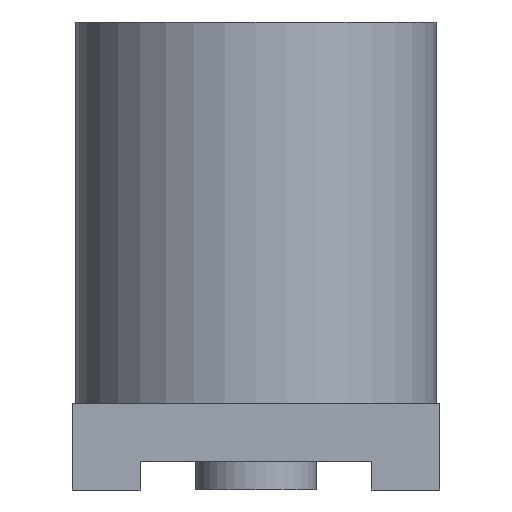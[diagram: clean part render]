
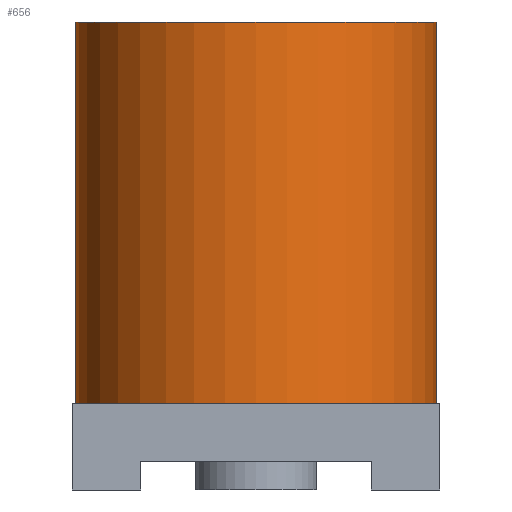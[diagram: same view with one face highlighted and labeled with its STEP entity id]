
A CAD part, front view. The second image highlights one B-rep face of the part: STEP entity #656.
In plain terms, the highlighted cylindrical face has radius 1.25 mm (diameter 2.5 mm), a full revolution.
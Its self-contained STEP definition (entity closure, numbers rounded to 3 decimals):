
#65=FACE_OUTER_BOUND('',#105,.T.);
#105=EDGE_LOOP('',(#475,#476,#477,#478));
#147=LINE('',#979,#217);
#217=VECTOR('',#795,1.25);
#289=CIRCLE('',#715,1.25);
#290=CIRCLE('',#717,1.25);
#305=VERTEX_POINT('',#975);
#306=VERTEX_POINT('',#978);
#371=EDGE_CURVE('',#305,#305,#289,.T.);
#372=EDGE_CURVE('',#305,#306,#147,.T.);
#373=EDGE_CURVE('',#306,#306,#290,.T.);
#475=ORIENTED_EDGE('',*,*,#371,.F.);
#476=ORIENTED_EDGE('',*,*,#372,.T.);
#477=ORIENTED_EDGE('',*,*,#373,.F.);
#478=ORIENTED_EDGE('',*,*,#372,.F.);
#645=CYLINDRICAL_SURFACE('',#716,1.25);
#656=ADVANCED_FACE('',(#65),#645,.T.);
#715=AXIS2_PLACEMENT_3D('',#976,#791,#792);
#716=AXIS2_PLACEMENT_3D('',#977,#793,#794);
#717=AXIS2_PLACEMENT_3D('',#980,#796,#797);
#791=DIRECTION('center_axis',(0.,0.,1.));
#792=DIRECTION('ref_axis',(-1.,0.,0.));
#793=DIRECTION('center_axis',(0.,0.,1.));
#794=DIRECTION('ref_axis',(1.,0.,0.));
#795=DIRECTION('',(0.,0.,-1.));
#796=DIRECTION('center_axis',(0.,0.,-1.));
#797=DIRECTION('ref_axis',(1.,0.,0.));
#975=CARTESIAN_POINT('',(-1.25,0.,3.25));
#976=CARTESIAN_POINT('Origin',(0.,0.,3.25));
#977=CARTESIAN_POINT('Origin',(0.,0.,3.32));
#978=CARTESIAN_POINT('',(-1.25,0.,0.6));
#979=CARTESIAN_POINT('',(-1.25,0.,3.32));
#980=CARTESIAN_POINT('Origin',(0.,0.,0.6));
